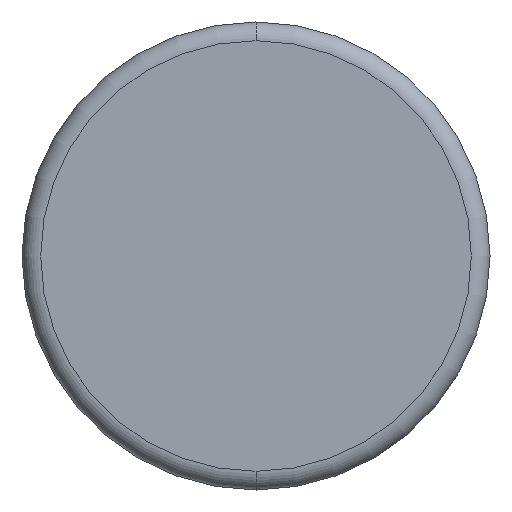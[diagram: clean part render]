
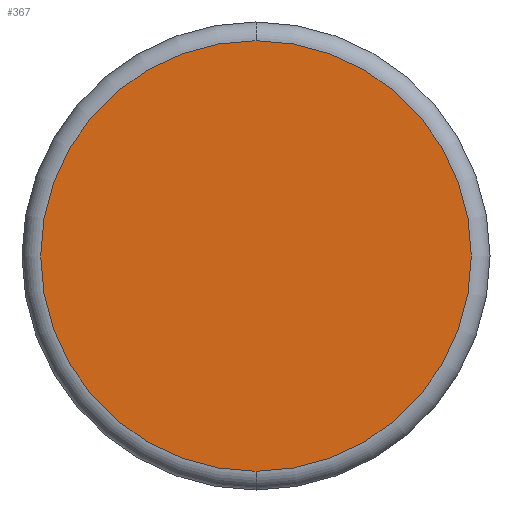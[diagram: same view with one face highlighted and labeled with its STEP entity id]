
A CAD part, front view. The second image highlights one B-rep face of the part: STEP entity #367.
In plain terms, the highlighted planar face has unit normal (0, -1, 0).
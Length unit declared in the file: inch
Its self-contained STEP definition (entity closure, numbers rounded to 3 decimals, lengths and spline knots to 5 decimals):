
#4 = CARTESIAN_POINT ( 'NONE',  ( 0., 0., 0.345 ) ) ;
#16 = DIRECTION ( 'NONE',  ( 0., 0., -1. ) ) ;
#31 = FACE_OUTER_BOUND ( 'NONE', #121, .T. ) ;
#65 = EDGE_CURVE ( 'NONE', #187, #116, #382, .T. ) ;
#85 = AXIS2_PLACEMENT_3D ( 'NONE', #259, #242, #359 ) ;
#99 = CARTESIAN_POINT ( 'NONE',  ( 0., 0., 0. ) ) ;
#111 = CARTESIAN_POINT ( 'NONE',  ( 0., 0., 0. ) ) ;
#116 = VERTEX_POINT ( 'NONE', #4 ) ;
#121 = EDGE_LOOP ( 'NONE', ( #371, #147 ) ) ;
#130 = PLANE ( 'NONE',  #85 ) ;
#134 = DIRECTION ( 'NONE',  ( 0., -1., 0. ) ) ;
#147 = ORIENTED_EDGE ( 'NONE', *, *, #188, .T. ) ;
#155 = CIRCLE ( 'NONE', #261, 0.345 ) ;
#187 = VERTEX_POINT ( 'NONE', #381 ) ;
#188 = EDGE_CURVE ( 'NONE', #116, #187, #155, .T. ) ;
#242 = DIRECTION ( 'NONE',  ( 0., -1., 0. ) ) ;
#252 = DIRECTION ( 'NONE',  ( 0., 0., -1. ) ) ;
#259 = CARTESIAN_POINT ( 'NONE',  ( 0., 0., 0. ) ) ;
#261 = AXIS2_PLACEMENT_3D ( 'NONE', #111, #346, #16 ) ;
#346 = DIRECTION ( 'NONE',  ( 0., -1., 0. ) ) ;
#359 = DIRECTION ( 'NONE',  ( 0., 0., -1. ) ) ;
#367 = ADVANCED_FACE ( 'NONE', ( #31 ), #130, .T. ) ;
#371 = ORIENTED_EDGE ( 'NONE', *, *, #65, .T. ) ;
#376 = AXIS2_PLACEMENT_3D ( 'NONE', #99, #134, #252 ) ;
#381 = CARTESIAN_POINT ( 'NONE',  ( 0., 0., -0.345 ) ) ;
#382 = CIRCLE ( 'NONE', #376, 0.345 ) ;
